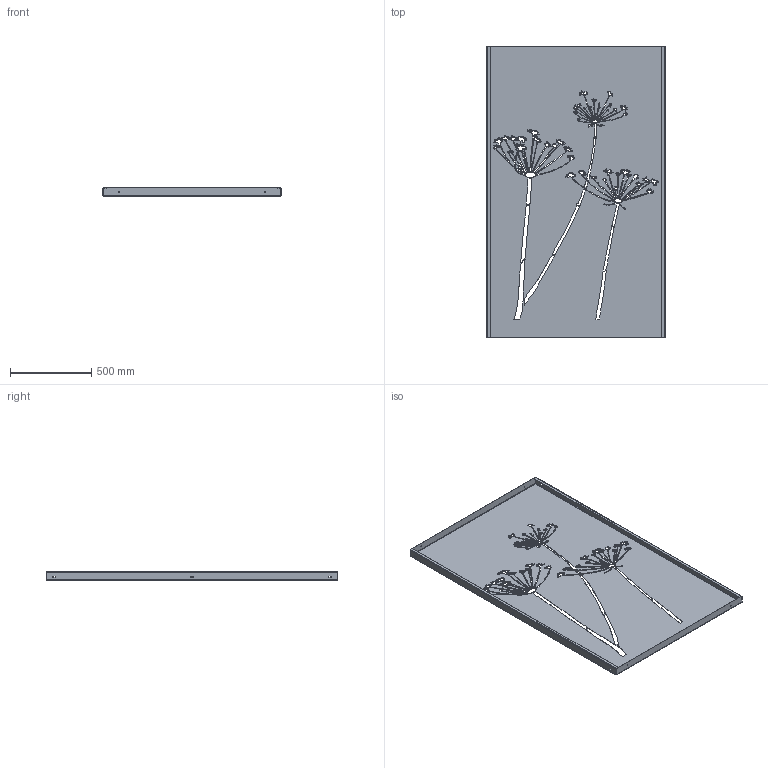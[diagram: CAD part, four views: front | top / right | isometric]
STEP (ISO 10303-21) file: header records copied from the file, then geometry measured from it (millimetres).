
FILE_DESCRIPTION (( 'STEP AP203' ), '1' );
FILE_NAME ('CPN04.STEP', '2019-09-26T14:25:54', ( '' ), ( '' ), 'SwSTEP 2.0', 'SolidWorks 2019', '' );
FILE_SCHEMA (( 'CONFIG_CONTROL_DESIGN' ));
Products named in the file (1): CPN04
Bounding box: 1100 x 1800 x 50 mm (x, y, z)
Volume: 4320392.2 mm3; surface area: 4389938.6 mm2
Topology: 1 solids, 1 shells, 877 faces, 2579 edges, 1704 vertices
Faces by surface type: bspline 703, plane 90, cylinder 84
Entity records: 50606 total; most frequent: CARTESIAN_POINT 31674, ORIENTED_EDGE 5158, EDGE_CURVE 2579, VERTEX_POINT 1704, DIRECTION 1669, B_SPLINE_CURVE_WITH_KNOTS 1412, EDGE_LOOP 1033, VECTOR 1015
